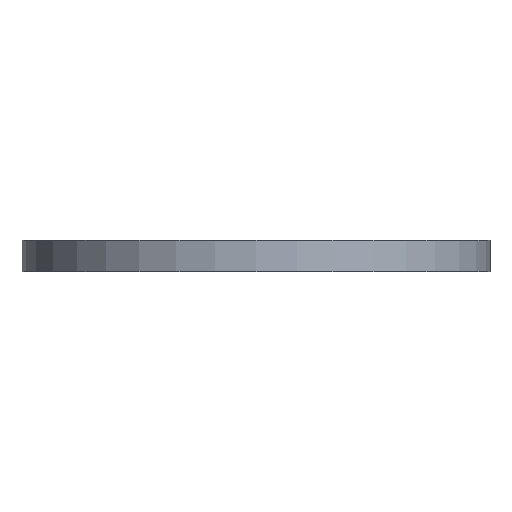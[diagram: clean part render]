
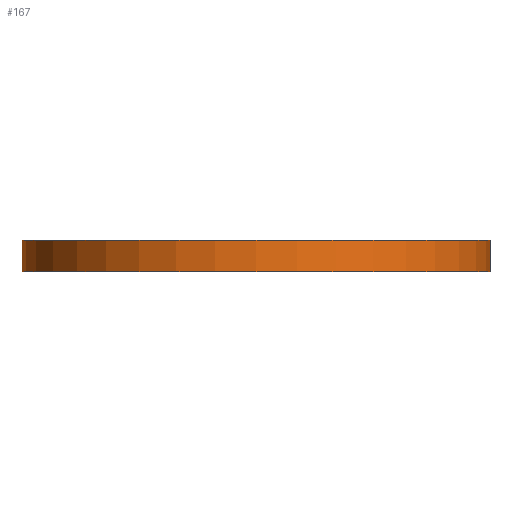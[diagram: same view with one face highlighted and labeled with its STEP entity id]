
A CAD part, front view. The second image highlights one B-rep face of the part: STEP entity #167.
In plain terms, the highlighted cylindrical face has radius 30 mm (diameter 60 mm), a full revolution.
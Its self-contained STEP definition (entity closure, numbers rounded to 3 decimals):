
#127=CYLINDRICAL_SURFACE('',#1098,30.);
#167=ADVANCED_FACE('',(#355,#356),#127,.T.);
#355=FACE_BOUND('',#419,.T.);
#356=FACE_BOUND('',#420,.T.);
#419=EDGE_LOOP('',(#571));
#420=EDGE_LOOP('',(#572));
#571=ORIENTED_EDGE('',*,*,#848,.F.);
#572=ORIENTED_EDGE('',*,*,#894,.T.);
#756=VERTEX_POINT('',#1502);
#802=VERTEX_POINT('',#1595);
#848=EDGE_CURVE('',#756,#756,#968,.T.);
#894=EDGE_CURVE('',#802,#802,#1006,.T.);
#968=CIRCLE('',#1045,30.);
#1006=CIRCLE('',#1084,30.);
#1045=AXIS2_PLACEMENT_3D('',#1501,#1200,#1201);
#1084=AXIS2_PLACEMENT_3D('',#1594,#1286,#1287);
#1098=AXIS2_PLACEMENT_3D('',#1629,#1318,#1319);
#1200=DIRECTION('',(0.,0.,1.));
#1201=DIRECTION('',(0.,-1.,0.));
#1286=DIRECTION('',(0.,0.,1.));
#1287=DIRECTION('',(0.,-1.,0.));
#1318=DIRECTION('',(0.,0.,-1.));
#1319=DIRECTION('',(-1.,0.,0.));
#1501=CARTESIAN_POINT('',(0.,0.,4.));
#1502=CARTESIAN_POINT('',(0.,-30.,4.));
#1594=CARTESIAN_POINT('',(0.,0.,0.));
#1595=CARTESIAN_POINT('',(0.,-30.,0.));
#1629=CARTESIAN_POINT('',(0.,0.,4.));
